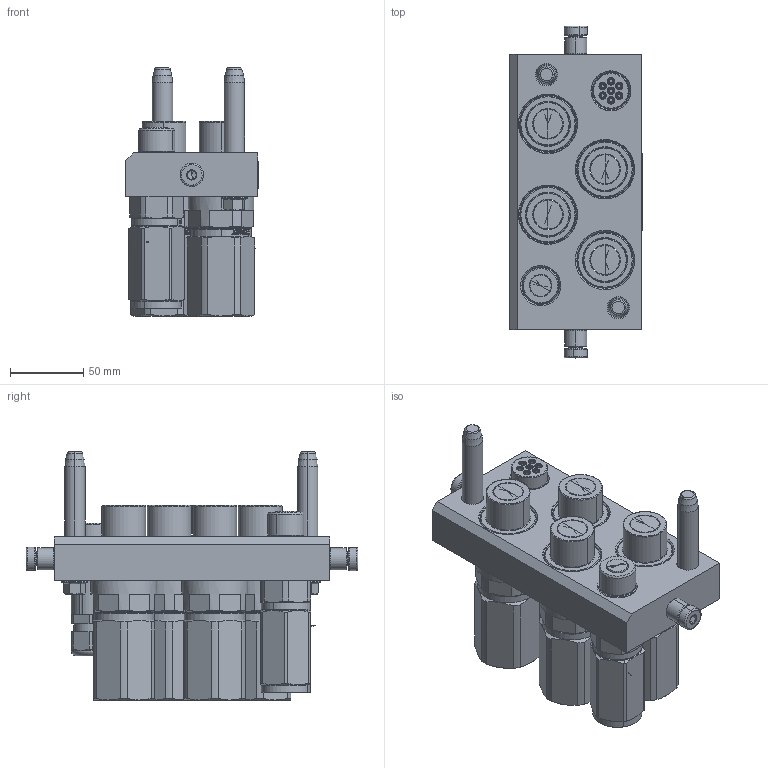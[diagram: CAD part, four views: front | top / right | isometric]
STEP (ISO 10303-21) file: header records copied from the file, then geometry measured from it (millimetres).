
FILE_DESCRIPTION (( 'STEP AP214' ), '1' );
FILE_NAME ('FASTER.step', '2025-11-30T20:19:51', ( '' ), ( '' ), 'SwSTEP 2.0', 'SolidWorks 2017', '' );
FILE_SCHEMA (( 'AUTOMOTIVE_DESIGN' ));
Length unit declared in the file: millimetre
Products named in the file (15): 3ffnp12-34s_m; P6I_M_BASE; 3ffnp34-34s_m; 4830_044_0000_000; FASTER; et002; 4830_028_1000_011.prt; 1540_080_0008_000.prt; 4830_013_3000_030; corspel08-7_m; 4830_021_1000_000.prt; conn_7p_m; 4850_010_8000_000.prt
Assembly tree (23 placements, depth 3):
  FASTER
    P6I_M_BASE
      4850_010_8000_000.prt
      4830_021_1000_000.prt  x2
      4830_028_1000_011.prt  x2
      1540_080_0008_000.prt  x2
      4830_013_3000_030  x2
    3ffnp34-34s_m  x4
      3ffnp34-34s_m
    3ffnp12-34s_m
      3ffnp12-34s_m
    conn_7p_m
      4830_044_0000_000  x3
      corspel08-7_m
    et002
Bounding box: 90.3 x 226.6 x 169.35 mm (x, y, z)
Volume: 2473.8 mm3; surface area: 216192.6 mm2
Topology: 3 solids, 75 shells, 2330 faces, 7293 edges, 4907 vertices
Faces by surface type: plane 1168, cylinder 459, cone 395, bspline 158, torus 144, sphere 6
Entity records: 62149 total; most frequent: CARTESIAN_POINT 17176, ORIENTED_EDGE 7645, DIRECTION 7321, EDGE_CURVE 4225, VERTEX_POINT 2815, LINE 2447, VECTOR 2447, AXIS2_PLACEMENT_3D 2437
